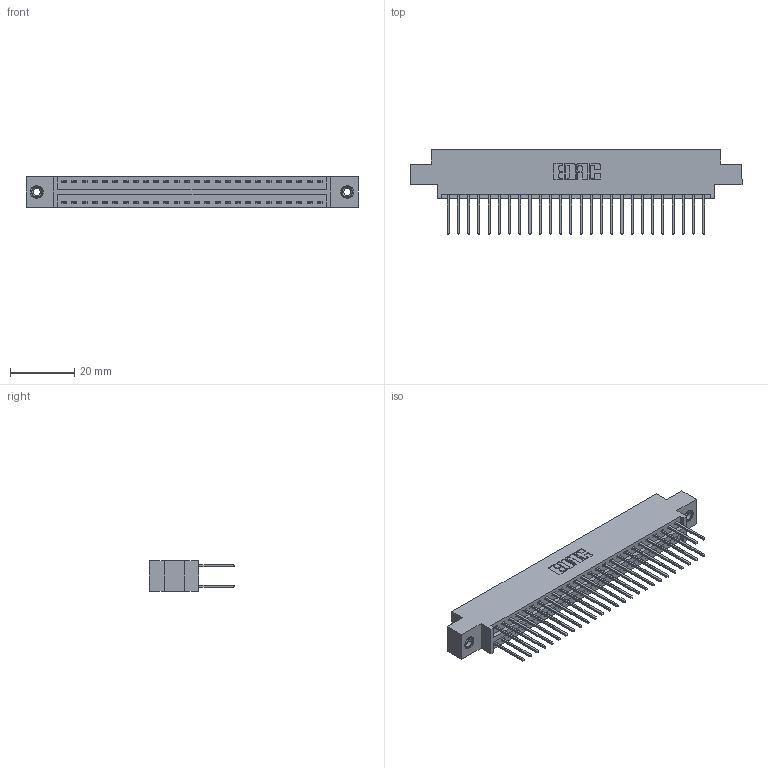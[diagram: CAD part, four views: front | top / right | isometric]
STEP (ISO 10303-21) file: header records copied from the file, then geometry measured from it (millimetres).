
FILE_DESCRIPTION (( 'STEP AP203' ), '1' );
FILE_NAME ('346-052-522-808.STEP', '2018-08-27T23:45:44', ( '' ), ( '' ), 'SwSTEP 2.0', 'SolidWorks 2016', '' );
FILE_SCHEMA (( 'CONFIG_CONTROL_DESIGN' ));
Length unit declared in the file: inch
Products named in the file (4): 346 Part_0.170 Offset - 0.156 Dia-TI; 345-292-001_345-293-122; 345-250-001_345-250-003-102; 346-052-522-808
Assembly tree (55 placements, depth 2):
  346-052-522-808
    346 Part_0.170 Offset - 0.156 Dia-TI
    345-292-001_345-293-122  x52
    345-250-001_345-250-003-102  x2
Bounding box: 103.12 x 26.42 x 9.4 mm (x, y, z)
Volume: 9903.7 mm3; surface area: 14179.2 mm2
Topology: 55 solids, 55 shells, 2890 faces, 8537 edges, 5614 vertices
Faces by surface type: plane 1932, cylinder 942, cone 12, torus 4
Entity records: 20458 total; most frequent: CARTESIAN_POINT 3379, ORIENTED_EDGE 3306, DIRECTION 3055, EDGE_CURVE 1653, LINE 1397, VECTOR 1397, VERTEX_POINT 1096, AXIS2_PLACEMENT_3D 829
